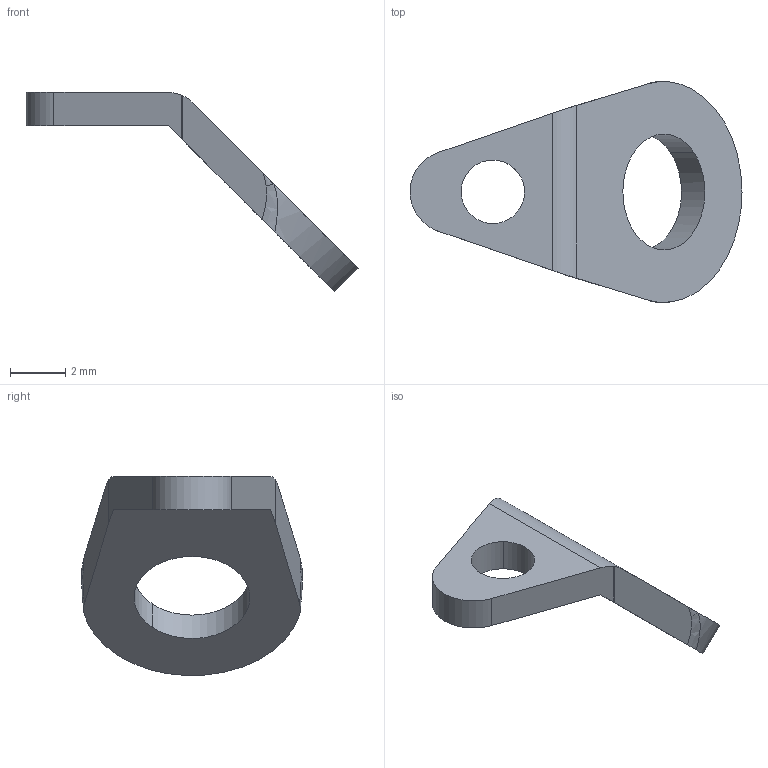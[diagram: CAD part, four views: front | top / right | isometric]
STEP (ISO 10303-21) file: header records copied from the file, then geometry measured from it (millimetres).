
FILE_DESCRIPTION((''),'2;1');
FILE_NAME('','2006-02-22T16:46:31',(''),(''),'','CADfix','');
FILE_SCHEMA(('AUTOMOTIVE_DESIGN'));
Length unit declared in the file: millimetre
Products named in the file (1): terminal
Bounding box: 12.02 x 8 x 7.21 mm (x, y, z)
Volume: 73.1 mm3; surface area: 189 mm2
Topology: 1 solids, 1 shells, 21 faces, 74 edges, 53 vertices
Faces by surface type: bspline 21
Entity records: 1097 total; most frequent: CARTESIAN_POINT 659, ORIENTED_EDGE 144, EDGE_CURVE 72, VERTEX_POINT 53, B_SPLINE_CURVE_WITH_KNOTS 39, QUASI_UNIFORM_CURVE 29, EDGE_LOOP 25, FACE_OUTER_BOUND 21
